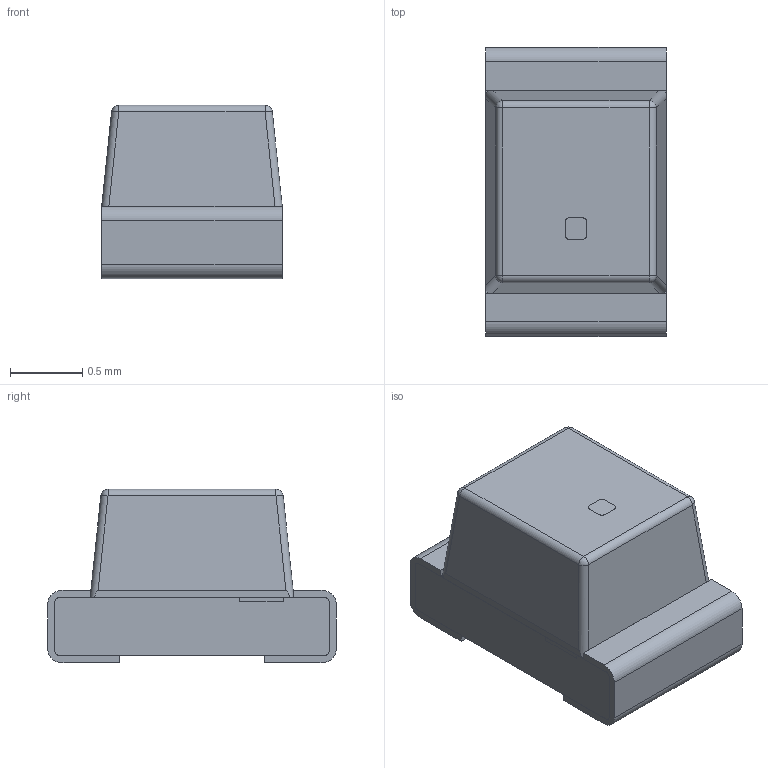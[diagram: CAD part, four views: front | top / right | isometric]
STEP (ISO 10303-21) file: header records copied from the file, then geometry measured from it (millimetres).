
FILE_DESCRIPTION(/* description */ (''),/* implementation_level */ '2;1');
FILE_NAME(/* name */ '1.stp',/* time_stamp */ '2020-06-23T01:52:27+02:00',/* author */ ('k'),/* organization */ (''),/* preprocessor_version */ 'ST-DEVELOPER v15.6',/* originating_system */ 'Autodesk Inventor 2015',/* authorisation */ '');
FILE_SCHEMA (('AUTOMOTIVE_DESIGN { 1 0 10303 214 3 1 1 }'));
Length unit declared in the file: millimetre
Products named in the file (7): 1; 2; 3; 4; Lite-On Logo Adjustable; 5
Bounding box: 1.25 x 2 x 1.2 mm (x, y, z)
Volume: 2.3 mm3; surface area: 21.5 mm2
Topology: 12 solids, 12 shells, 167 faces, 414 edges, 272 vertices
Faces by surface type: plane 121, cylinder 28, bspline 14, sphere 4
Entity records: 5166 total; most frequent: CARTESIAN_POINT 1048, ORIENTED_EDGE 828, DIRECTION 782, EDGE_CURVE 414, LINE 322, VECTOR 322, VERTEX_POINT 272, AXIS2_PLACEMENT_3D 230
